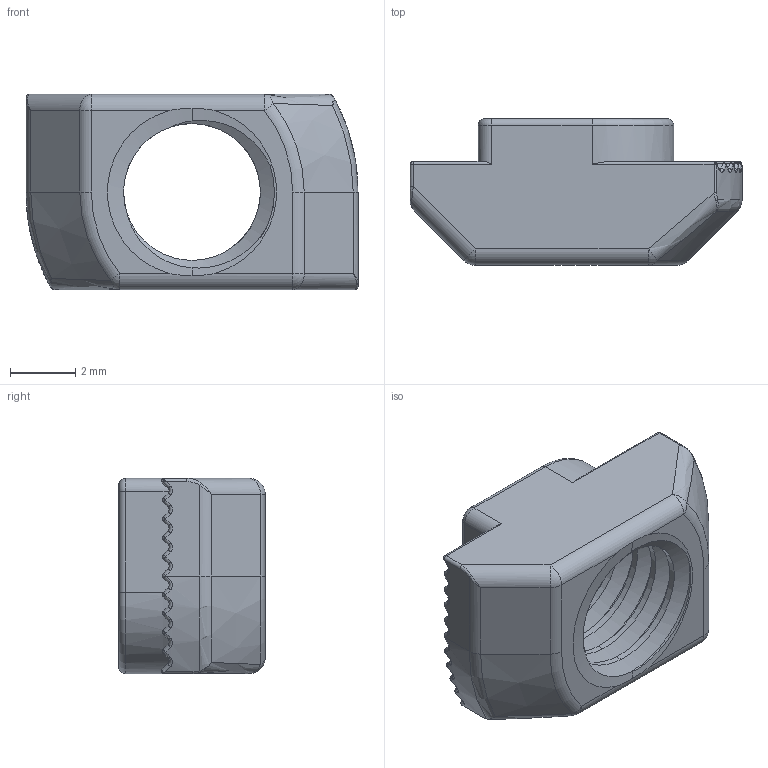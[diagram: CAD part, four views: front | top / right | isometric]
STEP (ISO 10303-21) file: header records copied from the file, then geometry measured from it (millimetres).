
FILE_DESCRIPTION (( 'STEP AP214' ), '1' );
FILE_NAME ('T NUT M5 2020S.STEP', '2020-04-04T14:57:21', ( '' ), ( '' ), 'SwSTEP 2.0', 'SolidWorks 2018', '' );
FILE_SCHEMA (( 'AUTOMOTIVE_DESIGN' ));
Length unit declared in the file: millimetre
Products named in the file (1): T NUT M5 2020S
Bounding box: 10.2 x 4.5 x 6 mm (x, y, z)
Volume: 134.2 mm3; surface area: 296.6 mm2
Topology: 1 solids, 1 shells, 253 faces, 653 edges, 373 vertices
Faces by surface type: cylinder 101, plane 51, bspline 49, sphere 28, torus 18, cone 6
Entity records: 9149 total; most frequent: CARTESIAN_POINT 3784, ORIENTED_EDGE 1214, DIRECTION 1047, EDGE_CURVE 607, AXIS2_PLACEMENT_3D 417, VERTEX_POINT 355, EDGE_LOOP 254, ADVANCED_FACE 253
